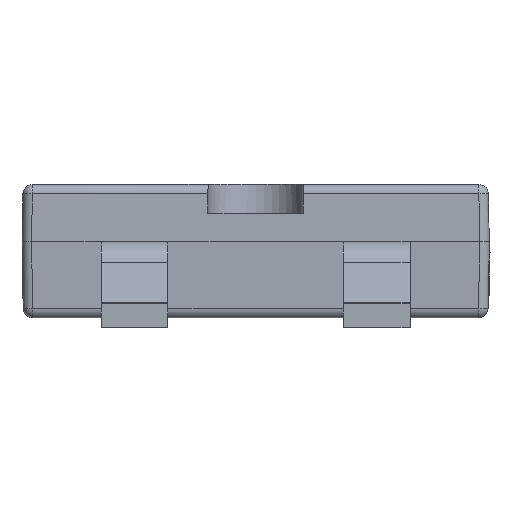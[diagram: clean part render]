
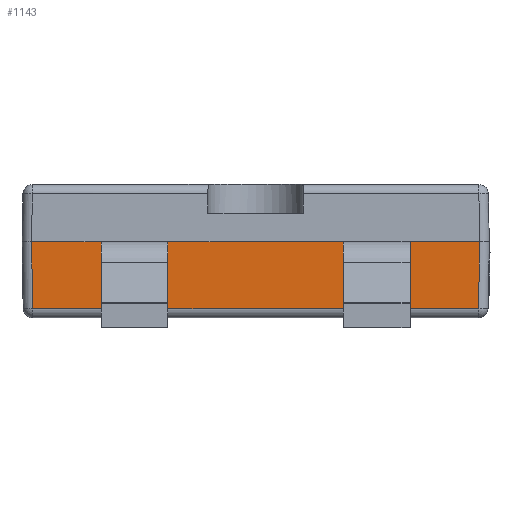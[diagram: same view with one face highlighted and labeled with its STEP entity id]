
A CAD part, left-side view. The second image highlights one B-rep face of the part: STEP entity #1143.
In plain terms, the highlighted planar face has unit normal (-1, 0, -0.018).
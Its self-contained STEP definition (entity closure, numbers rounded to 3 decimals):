
#120 = CARTESIAN_POINT ( 'NONE',  ( -1.9, -0.92, 0. ) ) ;
#254 = DIRECTION ( 'NONE',  ( 0., -1., 0. ) ) ;
#293 = CARTESIAN_POINT ( 'NONE',  ( -1.9, -2.45, 0. ) ) ;
#364 = VERTEX_POINT ( 'NONE', #11726 ) ;
#733 = EDGE_CURVE ( 'NONE', #13647, #14037, #12587, .T. ) ;
#802 = ORIENTED_EDGE ( 'NONE', *, *, #4175, .T. ) ;
#949 = EDGE_CURVE ( 'NONE', #5002, #7490, #13910, .T. ) ;
#1049 = DIRECTION ( 'NONE',  ( -0.017, -0.017, 1. ) ) ;
#1143 = ADVANCED_FACE ( 'NONE', ( #3900 ), #1432, .T. ) ;
#1432 = PLANE ( 'NONE',  #3710 ) ;
#1630 = CARTESIAN_POINT ( 'NONE',  ( -1.899, 2.349, -0.084 ) ) ;
#1754 = EDGE_CURVE ( 'NONE', #11106, #11179, #7837, .T. ) ;
#1806 = VERTEX_POINT ( 'NONE', #5714 ) ;
#1892 = LINE ( 'NONE', #4281, #12499 ) ;
#2189 = EDGE_CURVE ( 'NONE', #13647, #9796, #13976, .T. ) ;
#2250 = ORIENTED_EDGE ( 'NONE', *, *, #14050, .F. ) ;
#2354 = ORIENTED_EDGE ( 'NONE', *, *, #8476, .T. ) ;
#2675 = VECTOR ( 'NONE', #254, 1000. ) ;
#2868 = CARTESIAN_POINT ( 'NONE',  ( -1.888, -2.338, -0.702 ) ) ;
#3123 = DIRECTION ( 'NONE',  ( 0.017, -0.017, -1. ) ) ;
#3276 = VECTOR ( 'NONE', #10765, 1000. ) ;
#3300 = VECTOR ( 'NONE', #15192, 1000. ) ;
#3322 = ORIENTED_EDGE ( 'NONE', *, *, #2189, .F. ) ;
#3688 = DIRECTION ( 'NONE',  ( -0.017, 0., 1. ) ) ;
#3710 = AXIS2_PLACEMENT_3D ( 'NONE', #5152, #11490, #11642 ) ;
#3736 = VECTOR ( 'NONE', #11323, 1000. ) ;
#3741 = ORIENTED_EDGE ( 'NONE', *, *, #733, .T. ) ;
#3769 = ORIENTED_EDGE ( 'NONE', *, *, #7772, .F. ) ;
#3825 = CARTESIAN_POINT ( 'NONE',  ( -1.896, -2.45, -0.25 ) ) ;
#3900 = FACE_OUTER_BOUND ( 'NONE', #10074, .T. ) ;
#4051 = VECTOR ( 'NONE', #5652, 1000. ) ;
#4175 = EDGE_CURVE ( 'NONE', #11179, #15005, #13703, .T. ) ;
#4281 = CARTESIAN_POINT ( 'NONE',  ( -1.9, 0.92, 0. ) ) ;
#4362 = LINE ( 'NONE', #1630, #11395 ) ;
#4548 = ORIENTED_EDGE ( 'NONE', *, *, #13285, .F. ) ;
#4718 = ORIENTED_EDGE ( 'NONE', *, *, #10465, .F. ) ;
#4985 = CARTESIAN_POINT ( 'NONE',  ( -1.9, 0.92, 0. ) ) ;
#5002 = VERTEX_POINT ( 'NONE', #7798 ) ;
#5018 = EDGE_CURVE ( 'NONE', #7490, #11663, #1892, .T. ) ;
#5046 = LINE ( 'NONE', #7504, #3300 ) ;
#5152 = CARTESIAN_POINT ( 'NONE',  ( -1.9, -2.45, 0. ) ) ;
#5652 = DIRECTION ( 'NONE',  ( 0., -1., 0. ) ) ;
#5714 = CARTESIAN_POINT ( 'NONE',  ( -1.9, 2.35, 0. ) ) ;
#5731 = CARTESIAN_POINT ( 'NONE',  ( -1.9, -0.92, 0. ) ) ;
#5837 = ORIENTED_EDGE ( 'NONE', *, *, #949, .F. ) ;
#6042 = CARTESIAN_POINT ( 'NONE',  ( -1.896, 0.92, -0.25 ) ) ;
#6499 = VECTOR ( 'NONE', #1049, 1000. ) ;
#6835 = CARTESIAN_POINT ( 'NONE',  ( -1.896, -1.62, -0.25 ) ) ;
#6892 = DIRECTION ( 'NONE',  ( -0.017, 0., 1. ) ) ;
#7078 = VECTOR ( 'NONE', #14969, 1000. ) ;
#7490 = VERTEX_POINT ( 'NONE', #6042 ) ;
#7504 = CARTESIAN_POINT ( 'NONE',  ( -1.9, 1.62, 0. ) ) ;
#7772 = EDGE_CURVE ( 'NONE', #1806, #364, #9067, .T. ) ;
#7798 = CARTESIAN_POINT ( 'NONE',  ( -1.896, 1.62, -0.25 ) ) ;
#7837 = LINE ( 'NONE', #11583, #11329 ) ;
#8476 = EDGE_CURVE ( 'NONE', #1806, #11106, #4362, .T. ) ;
#8717 = CARTESIAN_POINT ( 'NONE',  ( -1.896, -2.45, -0.25 ) ) ;
#8792 = CARTESIAN_POINT ( 'NONE',  ( -1.9, -2.35, 0. ) ) ;
#9067 = LINE ( 'NONE', #15279, #2675 ) ;
#9360 = LINE ( 'NONE', #14675, #3276 ) ;
#9796 = VERTEX_POINT ( 'NONE', #6835 ) ;
#9875 = CARTESIAN_POINT ( 'NONE',  ( -1.896, -0.92, -0.25 ) ) ;
#10074 = EDGE_LOOP ( 'NONE', ( #2250, #3322, #3741, #4548, #10528, #5837, #15457, #3769, #2354, #10973, #802, #4718 ) ) ;
#10187 = LINE ( 'NONE', #293, #15893 ) ;
#10465 = EDGE_CURVE ( 'NONE', #13447, #15005, #10187, .T. ) ;
#10528 = ORIENTED_EDGE ( 'NONE', *, *, #5018, .F. ) ;
#10765 = DIRECTION ( 'NONE',  ( -0.017, 0., 1. ) ) ;
#10973 = ORIENTED_EDGE ( 'NONE', *, *, #1754, .T. ) ;
#11106 = VERTEX_POINT ( 'NONE', #12528 ) ;
#11179 = VERTEX_POINT ( 'NONE', #2868 ) ;
#11323 = DIRECTION ( 'NONE',  ( 0., -1., 0. ) ) ;
#11329 = VECTOR ( 'NONE', #12911, 1000. ) ;
#11363 = CARTESIAN_POINT ( 'NONE',  ( -1.9, -2.35, 0.002 ) ) ;
#11395 = VECTOR ( 'NONE', #3123, 1000. ) ;
#11490 = DIRECTION ( 'NONE',  ( -1., 0., -0.017 ) ) ;
#11583 = CARTESIAN_POINT ( 'NONE',  ( -1.888, -2.436, -0.702 ) ) ;
#11642 = DIRECTION ( 'NONE',  ( -0.017, 0., 1. ) ) ;
#11663 = VERTEX_POINT ( 'NONE', #4985 ) ;
#11726 = CARTESIAN_POINT ( 'NONE',  ( -1.9, 1.62, 0. ) ) ;
#11913 = CARTESIAN_POINT ( 'NONE',  ( -1.9, -2.45, 0. ) ) ;
#12499 = VECTOR ( 'NONE', #6892, 1000. ) ;
#12528 = CARTESIAN_POINT ( 'NONE',  ( -1.888, 2.338, -0.702 ) ) ;
#12587 = LINE ( 'NONE', #120, #12885 ) ;
#12647 = EDGE_CURVE ( 'NONE', #5002, #364, #5046, .T. ) ;
#12885 = VECTOR ( 'NONE', #3688, 1000. ) ;
#12911 = DIRECTION ( 'NONE',  ( 0., -1., 0. ) ) ;
#13285 = EDGE_CURVE ( 'NONE', #11663, #14037, #14336, .T. ) ;
#13447 = VERTEX_POINT ( 'NONE', #14954 ) ;
#13647 = VERTEX_POINT ( 'NONE', #9875 ) ;
#13703 = LINE ( 'NONE', #11363, #6499 ) ;
#13910 = LINE ( 'NONE', #3825, #7078 ) ;
#13976 = LINE ( 'NONE', #8717, #3736 ) ;
#14037 = VERTEX_POINT ( 'NONE', #5731 ) ;
#14050 = EDGE_CURVE ( 'NONE', #9796, #13447, #9360, .T. ) ;
#14336 = LINE ( 'NONE', #11913, #4051 ) ;
#14675 = CARTESIAN_POINT ( 'NONE',  ( -1.9, -1.62, 0. ) ) ;
#14954 = CARTESIAN_POINT ( 'NONE',  ( -1.9, -1.62, 0. ) ) ;
#14969 = DIRECTION ( 'NONE',  ( 0., -1., 0. ) ) ;
#15005 = VERTEX_POINT ( 'NONE', #8792 ) ;
#15166 = DIRECTION ( 'NONE',  ( 0., -1., 0. ) ) ;
#15192 = DIRECTION ( 'NONE',  ( -0.017, 0., 1. ) ) ;
#15279 = CARTESIAN_POINT ( 'NONE',  ( -1.9, -2.45, 0. ) ) ;
#15457 = ORIENTED_EDGE ( 'NONE', *, *, #12647, .T. ) ;
#15893 = VECTOR ( 'NONE', #15166, 1000. ) ;
